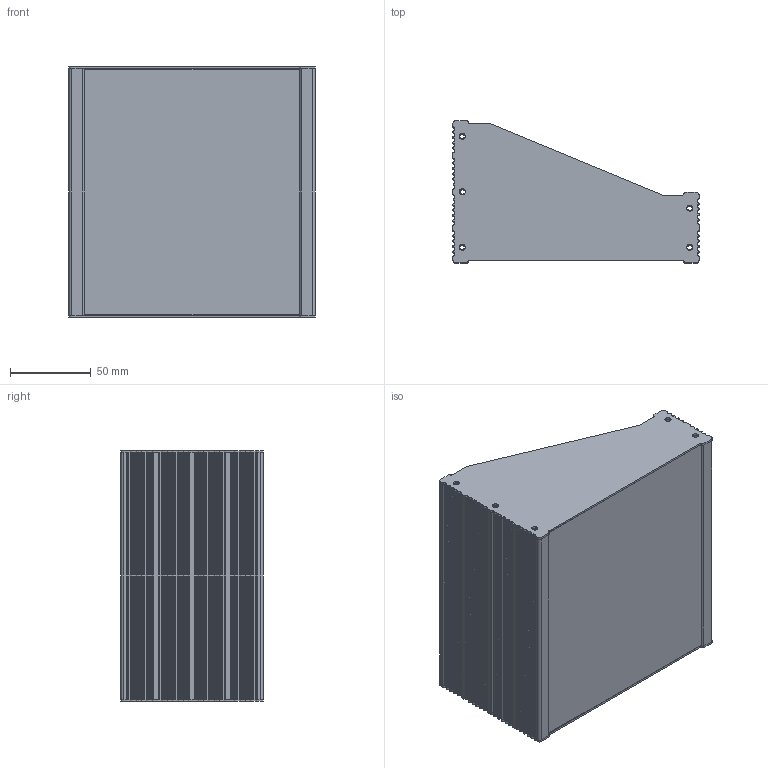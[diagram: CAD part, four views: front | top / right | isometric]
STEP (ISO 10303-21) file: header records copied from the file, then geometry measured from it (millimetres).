
FILE_DESCRIPTION (( 'STEP AP203' ), '1' );
FILE_NAME ('Extruded Consolet Case Mk 0.step', '2020-05-18T13:40:04', ( '' ), ( '' ), 'SwSTEP 2.0', 'SolidWorks 2020', '' );
FILE_SCHEMA (( 'CONFIG_CONTROL_DESIGN' ));
Length unit declared in the file: inch
Products named in the file (7): BOTTOM PLATE; Extruded Consolet Right_C-PROFILED; 1U Extruded Side; Extruded Consolet top; Extruded Consolet Left_C-PROFILED; 2U Extruded Side Rev 0.1; Extruded Consolet Case Mk 0
Assembly tree (6 placements, depth 2):
  Extruded Consolet Case Mk 0
    2U Extruded Side Rev 0.1
    1U Extruded Side
    BOTTOM PLATE
    Extruded Consolet top
    Extruded Consolet Right_C-PROFILED
    Extruded Consolet Left_C-PROFILED
Bounding box: 152.4 x 88.14 x 154.84 mm (x, y, z)
Volume: 201607.1 mm3; surface area: 236178 mm2
Topology: 6 solids, 6 shells, 1184 faces, 3500 edges, 2328 vertices
Faces by surface type: cylinder 599, plane 585
Full cylindrical faces by diameter (mm): 3.81 x10
Entity records: 40615 total; most frequent: DIRECTION 7074, CARTESIAN_POINT 7011, ORIENTED_EDGE 6980, EDGE_CURVE 3490, AXIS2_PLACEMENT_3D 2391, VERTEX_POINT 2328, LINE 2292, VECTOR 2292
